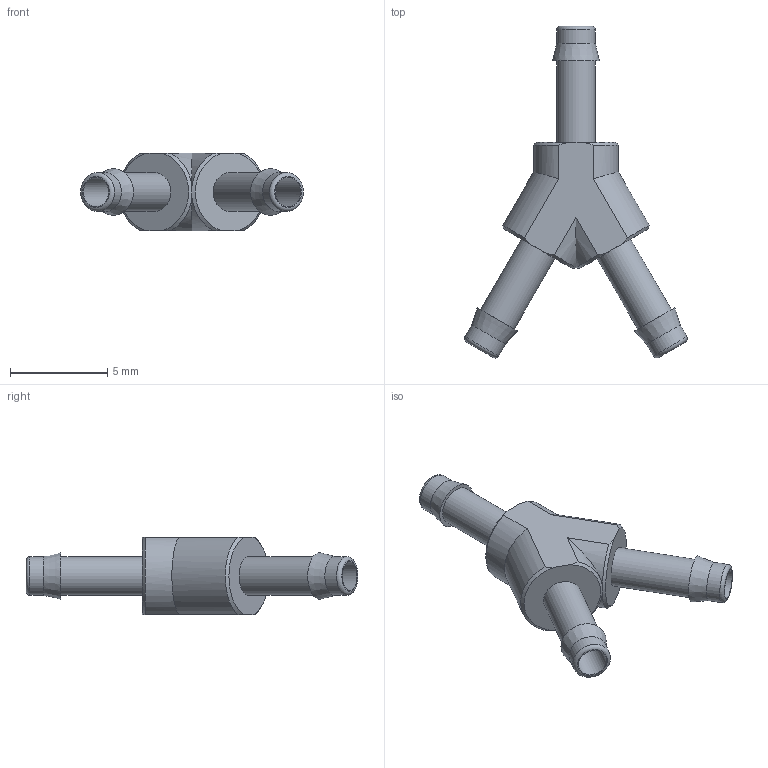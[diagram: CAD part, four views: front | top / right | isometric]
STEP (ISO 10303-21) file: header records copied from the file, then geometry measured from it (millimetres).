
FILE_DESCRIPTION(/* description */ ('STEP AP214'),/* implementation_level */ '2;1');
FILE_NAME(/* name */ '19540_Y-PK-2',/* time_stamp */ '2024-09-18T13:35:37+02:00',/* author */ ('License CC BY-ND 4.0'),/* organization */ ('CADENAS'),/* preprocessor_version */ 'ST-DEVELOPER v19.3',/* originating_system */ 'PARTsolutions',/* authorisation */ ' ');
FILE_SCHEMA (('AUTOMOTIVE_DESIGN {1 0 10303 214 3 1 1}'));
Length unit declared in the file: millimetre
Products named in the file (1): 19540 Y-PK-2
Bounding box: 11.49 x 17.1 x 4 mm (x, y, z)
Volume: 122.9 mm3; surface area: 371.6 mm2
Topology: 1 solids, 1 shells, 40 faces, 92 edges, 59 vertices
Faces by surface type: cylinder 17, plane 11, cone 9, torus 3
Full cylindrical faces by diameter (mm): 1.5 x3, 2 x6
Entity records: 1356 total; most frequent: CARTESIAN_POINT 208, DIRECTION 184, ORIENTED_EDGE 146, AXIS2_PLACEMENT_3D 83, EDGE_CURVE 73, EDGE_LOOP 64, FACE_BOUND 64, VERTEX_POINT 55
